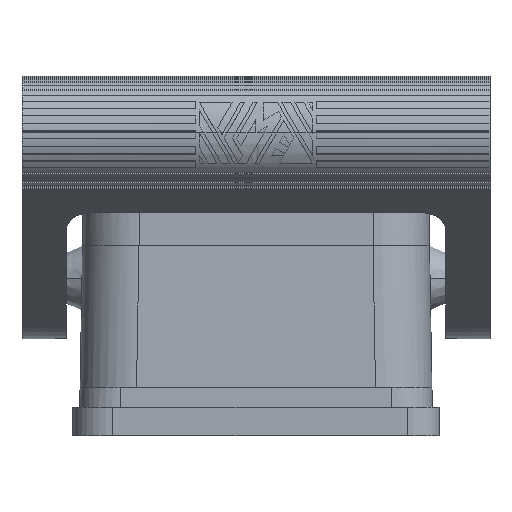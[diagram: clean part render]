
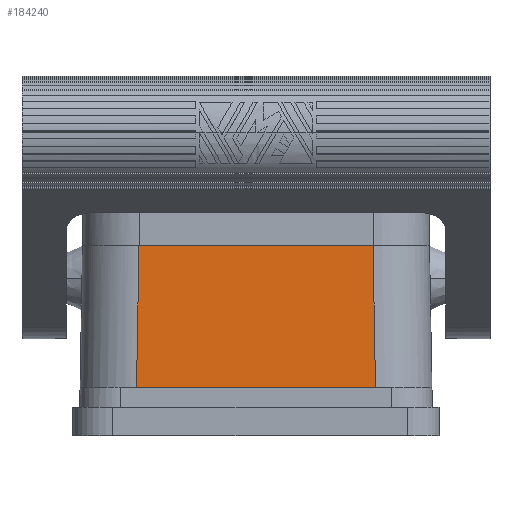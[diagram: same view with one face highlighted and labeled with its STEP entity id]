
A CAD part, left-side view. The second image highlights one B-rep face of the part: STEP entity #184240.
In plain terms, the highlighted face is planar.
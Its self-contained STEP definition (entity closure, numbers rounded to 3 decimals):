
#173920=CARTESIAN_POINT('',(59.448,9.856,21.5));
#173930=VERTEX_POINT('',#173920);
#173960=CARTESIAN_POINT('',(0.,9.856,21.5));
#173970=DIRECTION('',(1.,0.,0.));
#173980=VECTOR('',#173970,1.);
#173990=LINE('',#173960,#173980);
#174000=CARTESIAN_POINT('',(30.446,9.856,21.5));
#174010=VERTEX_POINT('',#174000);
#174020=EDGE_CURVE('',#174010,#173930,#173990,.T.);
#176300=CARTESIAN_POINT('',(30.073,9.483,
0.122));
#176310=DIRECTION('',(0.017,0.017,
1.));
#176320=VECTOR('',#176310,1.);
#176330=LINE('',#176300,#176320);
#176340=CARTESIAN_POINT('',(30.14,9.551,4.));
#176350=VERTEX_POINT('',#176340);
#176360=EDGE_CURVE('',#176350,#174010,#176330,.T.);
#184010=CARTESIAN_POINT('',(77.698,9.9,24.));
#184020=DIRECTION('',(0.,1.,-0.017));
#184030=DIRECTION('',(1.,0.,0.));
#184040=AXIS2_PLACEMENT_3D('',#184010,#184020,#184030);
#184050=PLANE('',#184040);
#184060=ORIENTED_EDGE('',*,*,#176360,.F.);
#184070=ORIENTED_EDGE('',*,*,#174020,.F.);
#184080=CARTESIAN_POINT('',(59.821,9.483,
0.122));
#184090=DIRECTION('',(0.017,-0.017,
-1.));
#184100=VECTOR('',#184090,1.);
#184110=LINE('',#184080,#184100);
#184120=CARTESIAN_POINT('',(59.753,9.551,4.));
#184130=VERTEX_POINT('',#184120);
#184140=EDGE_CURVE('',#173930,#184130,#184110,.T.);
#184150=ORIENTED_EDGE('',*,*,#184140,.F.);
#184160=CARTESIAN_POINT('',(0.,9.551,4.));
#184170=DIRECTION('',(-1.,0.,0.));
#184180=VECTOR('',#184170,1.);
#184190=LINE('',#184160,#184180);
#184200=EDGE_CURVE('',#184130,#176350,#184190,.T.);
#184210=ORIENTED_EDGE('',*,*,#184200,.F.);
#184220=EDGE_LOOP('',(#184210,#184150,#184070,#184060));
#184230=FACE_OUTER_BOUND('',#184220,.T.);
#184240=ADVANCED_FACE('',(#184230),#184050,.F.);
